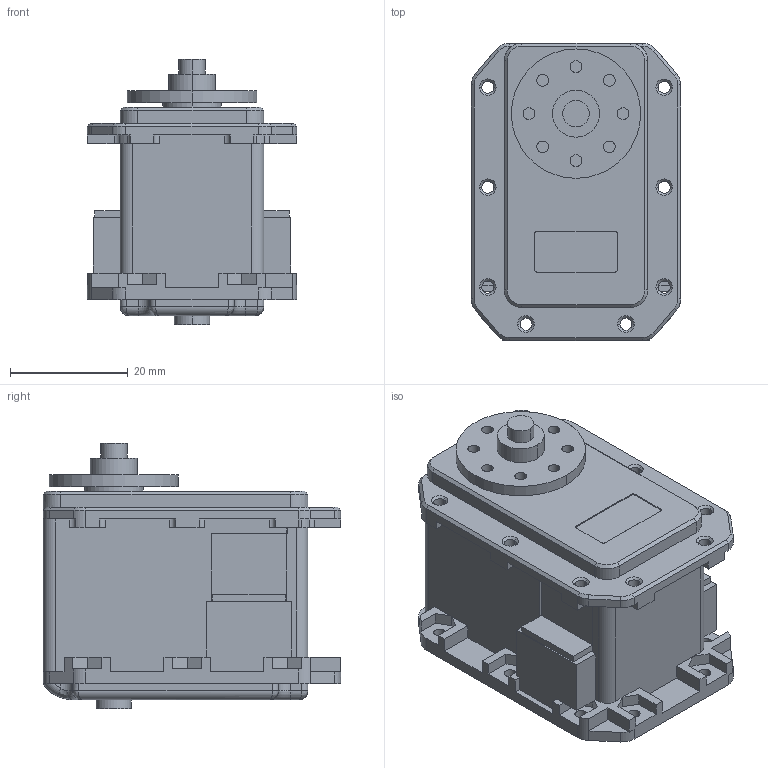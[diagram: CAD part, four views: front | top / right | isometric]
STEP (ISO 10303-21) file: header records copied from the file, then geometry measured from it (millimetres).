
FILE_DESCRIPTION((''),'2;1');
FILE_NAME('DC07_A_DUMMY_AL','2016-05-17T',('CHOYR'),(''),'PRO/ENGINEER BY PARAMETRIC TECHNOLOGY CORPORATION, 2013410','PRO/ENGINEER BY PARAMETRIC TECHNOLOGY CORPORATION, 2013410','');
FILE_SCHEMA(('CONFIG_CONTROL_DESIGN'));
Length unit declared in the file: millimetre
Products named in the file (1): DC07_A_DUMMY_AL
Bounding box: 35.6 x 50.6 x 45.1 mm (x, y, z)
Volume: 43990.3 mm3; surface area: 11443.1 mm2
Topology: 1 solids, 1 shells, 381 faces, 1022 edges, 653 vertices
Faces by surface type: plane 209, cylinder 130, cone 28, bspline 8, torus 6
Entity records: 12443 total; most frequent: CARTESIAN_POINT 2639, ORIENTED_EDGE 2044, DIRECTION 2024, EDGE_CURVE 1022, VECTOR 698, LINE 698, AXIS2_PLACEMENT_3D 663, VERTEX_POINT 653
